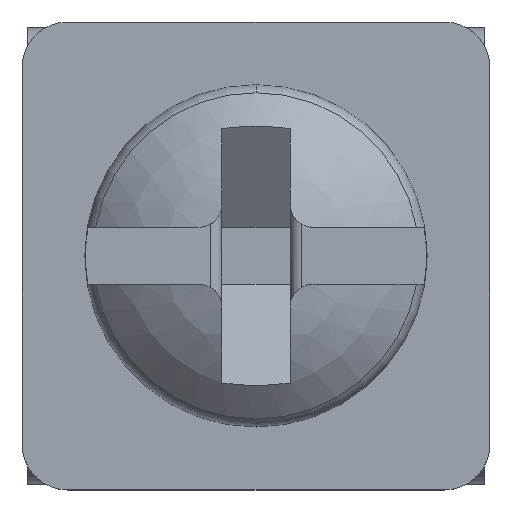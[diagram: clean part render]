
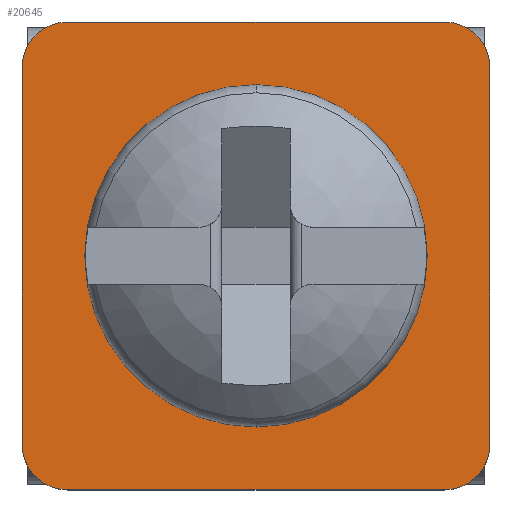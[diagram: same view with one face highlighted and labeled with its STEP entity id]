
A CAD part, top view. The second image highlights one B-rep face of the part: STEP entity #20645.
In plain terms, the highlighted planar face has unit normal (0, 0, 1).
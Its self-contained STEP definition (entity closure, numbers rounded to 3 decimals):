
#20422=CARTESIAN_POINT('',(0.,0.,5.8));
#20423=DIRECTION('',(0.,0.,1.));
#20424=DIRECTION('',(-1.,0.,0.));
#20425=AXIS2_PLACEMENT_3D('',#20422,#20423,#20424);
#20427=CARTESIAN_POINT('',(0.,0.,5.8));
#20428=DIRECTION('',(0.,0.,1.));
#20429=DIRECTION('',(1.,0.,0.));
#20430=AXIS2_PLACEMENT_3D('',#20427,#20428,#20429);
#20432=CARTESIAN_POINT('',(3.3,3.3,5.8));
#20433=DIRECTION('',(0.,0.,1.));
#20434=DIRECTION('',(1.,0.,0.));
#20435=AXIS2_PLACEMENT_3D('',#20432,#20433,#20434);
#20437=DIRECTION('',(0.,-1.,0.));
#20438=VECTOR('',#20437,6.6);
#20439=CARTESIAN_POINT('',(4.1,3.3,5.8));
#20440=LINE('',#20439,#20438);
#20441=CARTESIAN_POINT('',(3.3,-3.3,5.8));
#20442=DIRECTION('',(0.,0.,1.));
#20443=DIRECTION('',(0.,-1.,0.));
#20444=AXIS2_PLACEMENT_3D('',#20441,#20442,#20443);
#20446=DIRECTION('',(-1.,0.,0.));
#20447=VECTOR('',#20446,6.6);
#20448=CARTESIAN_POINT('',(3.3,-4.1,5.8));
#20449=LINE('',#20448,#20447);
#20450=CARTESIAN_POINT('',(-3.3,-3.3,5.8));
#20451=DIRECTION('',(0.,0.,1.));
#20452=DIRECTION('',(-1.,0.,0.));
#20453=AXIS2_PLACEMENT_3D('',#20450,#20451,#20452);
#20455=DIRECTION('',(0.,1.,0.));
#20456=VECTOR('',#20455,6.6);
#20457=CARTESIAN_POINT('',(-4.1,-3.3,5.8));
#20458=LINE('',#20457,#20456);
#20459=CARTESIAN_POINT('',(-3.3,3.3,5.8));
#20460=DIRECTION('',(0.,0.,1.));
#20461=DIRECTION('',(0.,1.,0.));
#20462=AXIS2_PLACEMENT_3D('',#20459,#20460,#20461);
#20464=DIRECTION('',(1.,0.,0.));
#20465=VECTOR('',#20464,6.6);
#20466=CARTESIAN_POINT('',(-3.3,4.1,5.8));
#20467=LINE('',#20466,#20465);
#20554=CARTESIAN_POINT('',(4.1,3.3,5.8));
#20555=CARTESIAN_POINT('',(3.3,4.1,5.8));
#20556=VERTEX_POINT('',#20554);
#20557=VERTEX_POINT('',#20555);
#20562=CARTESIAN_POINT('',(-3.3,4.1,5.8));
#20563=CARTESIAN_POINT('',(-4.1,3.3,5.8));
#20564=VERTEX_POINT('',#20562);
#20565=VERTEX_POINT('',#20563);
#20570=CARTESIAN_POINT('',(-4.1,-3.3,5.8));
#20571=CARTESIAN_POINT('',(-3.3,-4.1,5.8));
#20572=VERTEX_POINT('',#20570);
#20573=VERTEX_POINT('',#20571);
#20578=CARTESIAN_POINT('',(3.3,-4.1,5.8));
#20579=CARTESIAN_POINT('',(4.1,-3.3,5.8));
#20580=VERTEX_POINT('',#20578);
#20581=VERTEX_POINT('',#20579);
#20586=CARTESIAN_POINT('',(-1.615,0.,5.8));
#20587=CARTESIAN_POINT('',(1.615,0.,5.8));
#20588=VERTEX_POINT('',#20586);
#20589=VERTEX_POINT('',#20587);
#20617=CARTESIAN_POINT('',(0.,0.,5.8));
#20618=DIRECTION('',(0.,0.,-1.));
#20619=DIRECTION('',(-1.,0.,0.));
#20620=AXIS2_PLACEMENT_3D('',#20617,#20618,#20619);
#20621=PLANE('',#20620);
#20623=ORIENTED_EDGE('',*,*,#20622,.F.);
#20625=ORIENTED_EDGE('',*,*,#20624,.T.);
#20626=ORIENTED_EDGE('',*,*,#20599,.F.);
#20628=ORIENTED_EDGE('',*,*,#20627,.T.);
#20630=ORIENTED_EDGE('',*,*,#20629,.F.);
#20632=ORIENTED_EDGE('',*,*,#20631,.T.);
#20634=ORIENTED_EDGE('',*,*,#20633,.F.);
#20636=ORIENTED_EDGE('',*,*,#20635,.T.);
#20637=EDGE_LOOP('',(#20623,#20625,#20626,#20628,#20630,#20632,#20634,#20636));
#20638=FACE_OUTER_BOUND('',#20637,.F.);
#20640=ORIENTED_EDGE('',*,*,#20639,.T.);
#20642=ORIENTED_EDGE('',*,*,#20641,.T.);
#20643=EDGE_LOOP('',(#20640,#20642));
#20644=FACE_BOUND('',#20643,.F.);
#20426=CIRCLE('',#20425,1.615);
#20431=CIRCLE('',#20430,1.615);
#20436=CIRCLE('',#20435,0.8);
#20445=CIRCLE('',#20444,0.8);
#20454=CIRCLE('',#20453,0.8);
#20463=CIRCLE('',#20462,0.8);
#20599=EDGE_CURVE('',#20580,#20581,#20445,.T.);
#20622=EDGE_CURVE('',#20556,#20557,#20436,.T.);
#20624=EDGE_CURVE('',#20556,#20581,#20440,.T.);
#20627=EDGE_CURVE('',#20580,#20573,#20449,.T.);
#20629=EDGE_CURVE('',#20572,#20573,#20454,.T.);
#20631=EDGE_CURVE('',#20572,#20565,#20458,.T.);
#20633=EDGE_CURVE('',#20564,#20565,#20463,.T.);
#20635=EDGE_CURVE('',#20564,#20557,#20467,.T.);
#20639=EDGE_CURVE('',#20588,#20589,#20426,.T.);
#20641=EDGE_CURVE('',#20589,#20588,#20431,.T.);
#20645=ADVANCED_FACE('',(#20638,#20644),#20621,.F.);
